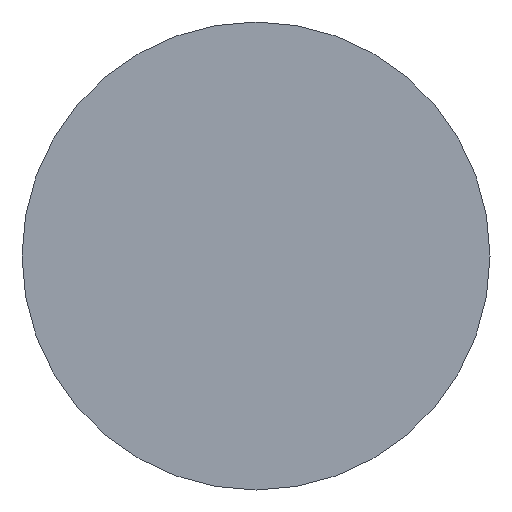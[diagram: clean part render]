
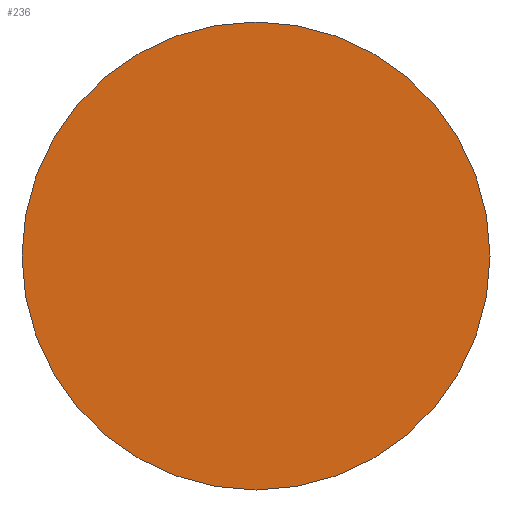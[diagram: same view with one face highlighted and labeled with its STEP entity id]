
A CAD part, front view. The second image highlights one B-rep face of the part: STEP entity #236.
In plain terms, the highlighted planar face has unit normal (0, -1, 0).
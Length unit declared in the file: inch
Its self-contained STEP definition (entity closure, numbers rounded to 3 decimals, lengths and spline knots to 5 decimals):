
#1=CARTESIAN_POINT('',(1.25,119.72323,0.));
#10=CARTESIAN_POINT('',(0.,119.72323,0.));
#11=DIRECTION('',(0.,-1.,0.));
#12=DIRECTION('',(1.,0.,0.));
#13=AXIS2_PLACEMENT_3D('',#10,#11,#12);
#15=CARTESIAN_POINT('',(-1.25,119.72323,0.));
#24=CARTESIAN_POINT('',(0.,119.72323,0.));
#25=DIRECTION('',(0.,1.,0.));
#26=DIRECTION('',(1.,0.,0.));
#27=AXIS2_PLACEMENT_3D('',#24,#25,#26);
#193=VERTEX_POINT('',#1);
#201=VERTEX_POINT('',#15);
#225=CARTESIAN_POINT('',(0.,119.72323,0.));
#226=DIRECTION('',(0.,1.,0.));
#227=DIRECTION('',(1.,0.,0.));
#228=AXIS2_PLACEMENT_3D('',#225,#226,#227);
#229=PLANE('',#228);
#231=ORIENTED_EDGE('',*,*,#230,.F.);
#233=ORIENTED_EDGE('',*,*,#232,.T.);
#234=EDGE_LOOP('',(#231,#233));
#235=FACE_OUTER_BOUND('',#234,.F.);
#236=ADVANCED_FACE('',(#235),#229,.F.);
#14=CIRCLE('',#13,1.25);
#28=CIRCLE('',#27,1.25);
#230=EDGE_CURVE('',#193,#201,#14,.T.);
#232=EDGE_CURVE('',#193,#201,#28,.T.);
